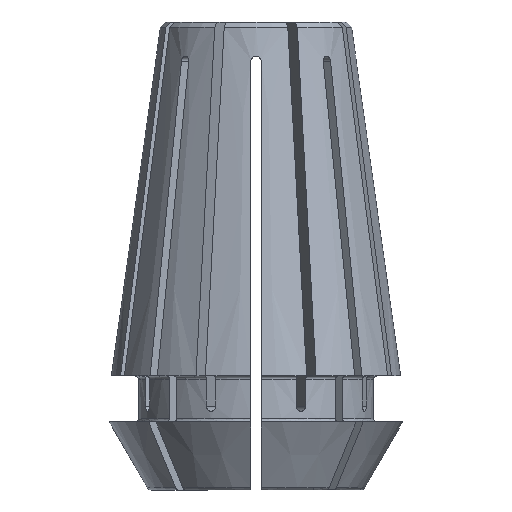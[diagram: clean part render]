
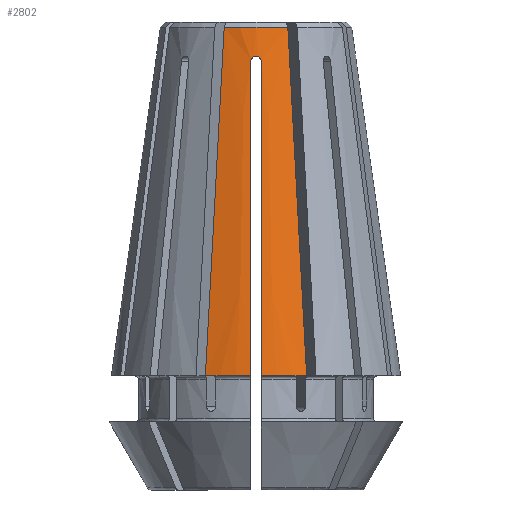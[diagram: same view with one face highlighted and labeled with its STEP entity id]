
A CAD part, front view. The second image highlights one B-rep face of the part: STEP entity #2802.
In plain terms, the highlighted conical face has half-angle 8 degrees and reference radius 5.577 mm.
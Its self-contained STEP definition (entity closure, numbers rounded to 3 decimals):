
#545=B_SPLINE_CURVE_WITH_KNOTS('',3,(#4380,#4381,#4382,#4383),
 .UNSPECIFIED.,.F.,.F.,(4,4),(0.,0.021),
 .UNSPECIFIED.);
#546=B_SPLINE_CURVE_WITH_KNOTS('',3,(#4388,#4389,#4390,#4391),
 .UNSPECIFIED.,.F.,.F.,(4,4),(0.009,0.027),
 .UNSPECIFIED.);
#547=B_SPLINE_CURVE_WITH_KNOTS('',3,(#4393,#4394,#4395,#4396,#4397),
 .UNSPECIFIED.,.F.,.F.,(4,1,4),(0.,0.,
0.),.UNSPECIFIED.);
#548=B_SPLINE_CURVE_WITH_KNOTS('',3,(#4399,#4400,#4401,#4402),
 .UNSPECIFIED.,.F.,.F.,(4,4),(0.009,0.027),
 .UNSPECIFIED.);
#549=B_SPLINE_CURVE_WITH_KNOTS('',3,(#4406,#4407,#4408,#4409),
 .UNSPECIFIED.,.F.,.F.,(4,4),(0.,0.021),
 .UNSPECIFIED.);
#813=ORIENTED_EDGE('',*,*,#1710,.F.);
#814=ORIENTED_EDGE('',*,*,#1711,.T.);
#815=ORIENTED_EDGE('',*,*,#1712,.F.);
#816=ORIENTED_EDGE('',*,*,#1713,.T.);
#817=ORIENTED_EDGE('',*,*,#1714,.T.);
#818=ORIENTED_EDGE('',*,*,#1715,.T.);
#819=ORIENTED_EDGE('',*,*,#1716,.F.);
#820=ORIENTED_EDGE('',*,*,#1717,.F.);
#1710=EDGE_CURVE('',#2151,#2152,#545,.T.);
#1711=EDGE_CURVE('',#2151,#2153,#2372,.T.);
#1712=EDGE_CURVE('',#2154,#2153,#546,.T.);
#1713=EDGE_CURVE('',#2154,#2155,#547,.T.);
#1714=EDGE_CURVE('',#2155,#2156,#548,.T.);
#1715=EDGE_CURVE('',#2156,#2157,#2373,.T.);
#1716=EDGE_CURVE('',#2158,#2157,#549,.T.);
#1717=EDGE_CURVE('',#2152,#2158,#2374,.T.);
#2151=VERTEX_POINT('',#4384);
#2152=VERTEX_POINT('',#4385);
#2153=VERTEX_POINT('',#4387);
#2154=VERTEX_POINT('',#4392);
#2155=VERTEX_POINT('',#4398);
#2156=VERTEX_POINT('',#4403);
#2157=VERTEX_POINT('',#4405);
#2158=VERTEX_POINT('',#4410);
#2372=CIRCLE('',#3008,8.5);
#2373=CIRCLE('',#3009,8.5);
#2374=CIRCLE('',#3010,5.619);
#2471=EDGE_LOOP('',(#813,#814,#815,#816,#817,#818,#819,#820));
#2625=FACE_BOUND('',#2471,.T.);
#2766=CONICAL_SURFACE('',#3007,5.577,0.14);
#2802=ADVANCED_FACE('',(#2625),#2766,.T.);
#3007=AXIS2_PLACEMENT_3D('',#4379,#3392,#3393);
#3008=AXIS2_PLACEMENT_3D('',#4386,#3394,#3395);
#3009=AXIS2_PLACEMENT_3D('',#4404,#3396,#3397);
#3010=AXIS2_PLACEMENT_3D('',#4411,#3398,#3399);
#3392=DIRECTION('',(0.,0.,-1.));
#3393=DIRECTION('',(-1.,0.,0.));
#3394=DIRECTION('',(0.,0.,1.));
#3395=DIRECTION('',(1.,0.,0.));
#3396=DIRECTION('',(0.,0.,1.));
#3397=DIRECTION('',(1.,0.,0.));
#3398=DIRECTION('',(0.,0.,1.));
#3399=DIRECTION('',(1.,0.,0.));
#4379=CARTESIAN_POINT('',(0.,0.,27.5));
#4380=CARTESIAN_POINT('',(-2.974,-7.963,6.7));
#4381=CARTESIAN_POINT('',(-2.606,-7.075,13.533));
#4382=CARTESIAN_POINT('',(-2.238,-6.187,20.367));
#4383=CARTESIAN_POINT('',(-1.87,-5.299,27.2));
#4384=CARTESIAN_POINT('',(-2.974,-7.963,6.7));
#4385=CARTESIAN_POINT('',(-1.87,-5.299,27.2));
#4386=CARTESIAN_POINT('',(0.,0.,6.7));
#4387=CARTESIAN_POINT('',(-0.3,-8.495,6.7));
#4388=CARTESIAN_POINT('',(-0.3,-5.892,25.2));
#4389=CARTESIAN_POINT('',(-0.3,-6.76,19.033));
#4390=CARTESIAN_POINT('',(-0.3,-7.627,12.867));
#4391=CARTESIAN_POINT('',(-0.3,-8.495,6.7));
#4392=CARTESIAN_POINT('',(-0.3,-5.892,25.2));
#4393=CARTESIAN_POINT('',(-0.3,-5.892,25.2));
#4394=CARTESIAN_POINT('',(-0.3,-5.87,25.357));
#4395=CARTESIAN_POINT('',(0.,-5.845,25.643));
#4396=CARTESIAN_POINT('',(0.3,-5.87,25.357));
#4397=CARTESIAN_POINT('',(0.3,-5.892,25.2));
#4398=CARTESIAN_POINT('',(0.3,-5.892,25.2));
#4399=CARTESIAN_POINT('',(0.3,-5.892,25.2));
#4400=CARTESIAN_POINT('',(0.3,-6.76,19.033));
#4401=CARTESIAN_POINT('',(0.3,-7.627,12.867));
#4402=CARTESIAN_POINT('',(0.3,-8.495,6.7));
#4403=CARTESIAN_POINT('',(0.3,-8.495,6.7));
#4404=CARTESIAN_POINT('',(0.,0.,6.7));
#4405=CARTESIAN_POINT('',(2.974,-7.963,6.7));
#4406=CARTESIAN_POINT('',(1.87,-5.299,27.2));
#4407=CARTESIAN_POINT('',(2.238,-6.187,20.367));
#4408=CARTESIAN_POINT('',(2.606,-7.075,13.533));
#4409=CARTESIAN_POINT('',(2.974,-7.963,6.7));
#4410=CARTESIAN_POINT('',(1.87,-5.299,27.2));
#4411=CARTESIAN_POINT('',(0.,0.,27.2));
